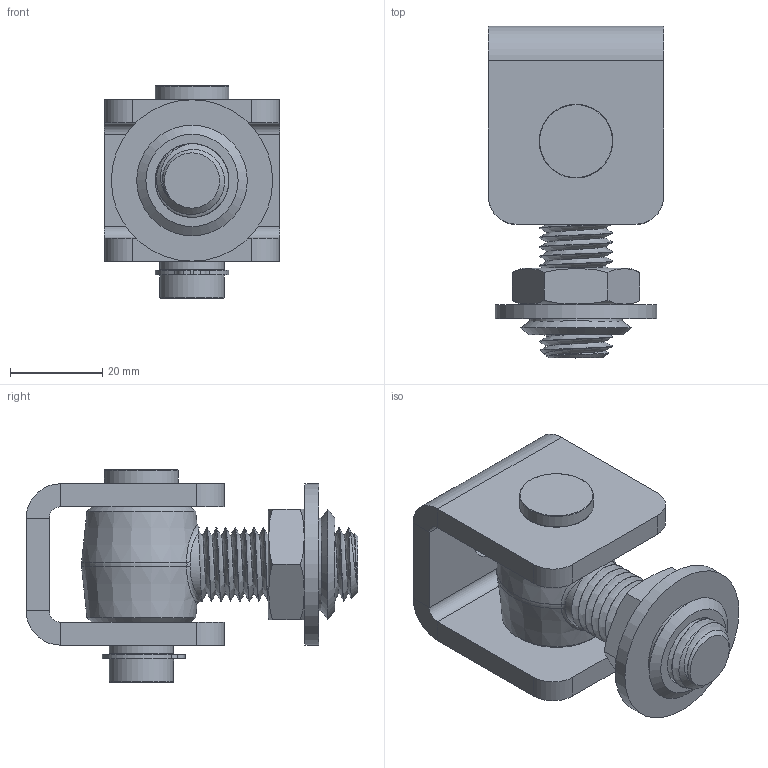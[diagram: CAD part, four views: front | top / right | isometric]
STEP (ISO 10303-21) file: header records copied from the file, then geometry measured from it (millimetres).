
FILE_DESCRIPTION(/* description */ (''),/* implementation_level */ '2;1');
FILE_NAME(/* name */ '25163.stp',/* time_stamp */ '2019-08-05T10:07:08+02:00',/* author */ ('DOMINIQUE'),/* organization */ (''),/* preprocessor_version */ 'ST-DEVELOPER v17.2',/* originating_system */ 'Autodesk Inventor 2019',/* authorisation */ '');
FILE_SCHEMA (('AUTOMOTIVE_DESIGN { 1 0 10303 214 3 1 1 }'));
Length unit declared in the file: millimetre
Products named in the file (7): 25163; 25163-2; 25163-3; 25163-1; 25163-4; 25163-5; 25163-6
Assembly tree (6 placements, depth 2):
  25163
    25163-2
    25163-3
    25163-1
    25163-4
    25163-5
    25163-6
Bounding box: 38 x 72 x 46 mm (x, y, z)
Volume: 44903 mm3; surface area: 22792.7 mm2
Topology: 6 solids, 6 shells, 114 faces, 264 edges, 166 vertices
Faces by surface type: cylinder 49, plane 42, cone 9, torus 7, bspline 7
Full cylindrical faces by diameter (mm): 1.5 x2, 10.5 x1, 12 x1, 13.835 x1, 14 x2, 14.1 x3, 16 x16, 20 x1, 20.5 x1, 35 x1
Entity records: 7068 total; most frequent: CARTESIAN_POINT 4251, DIRECTION 531, ORIENTED_EDGE 528, EDGE_CURVE 264, AXIS2_PLACEMENT_3D 214, VERTEX_POINT 166, EDGE_LOOP 134, FACE_OUTER_BOUND 114
